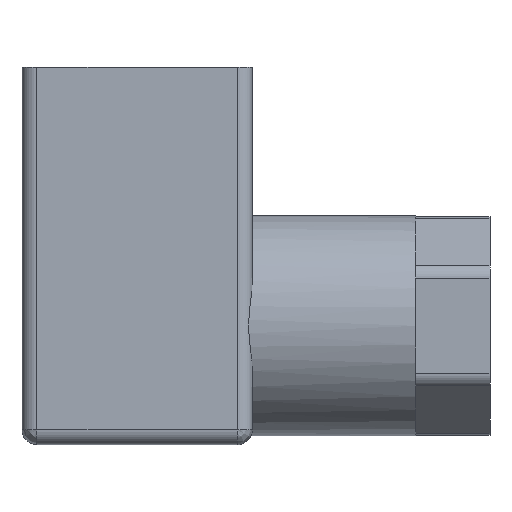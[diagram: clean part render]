
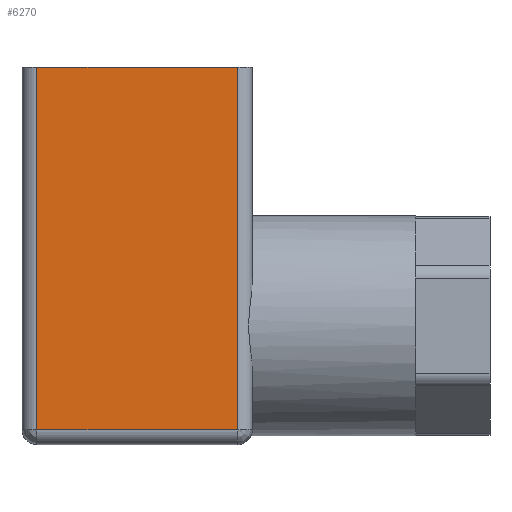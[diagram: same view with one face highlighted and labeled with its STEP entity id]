
A CAD part, left-side view. The second image highlights one B-rep face of the part: STEP entity #6270.
In plain terms, the highlighted planar face has unit normal (-1, 0, 0).
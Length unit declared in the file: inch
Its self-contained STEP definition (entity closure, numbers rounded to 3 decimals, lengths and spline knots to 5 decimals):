
#181 = CARTESIAN_POINT ( 'NONE',  ( -0.30512, 0.30512, -0.96063 ) ) ;
#615 = CARTESIAN_POINT ( 'NONE',  ( -0.30512, -0.26575, -0.96063 ) ) ;
#831 = CARTESIAN_POINT ( 'NONE',  ( -0.30512, 0.26575, -0.96063 ) ) ;
#1121 = EDGE_CURVE ( 'NONE', #7031, #7520, #3132, .T. ) ;
#1133 = ORIENTED_EDGE ( 'NONE', *, *, #3531, .T. ) ;
#1140 = EDGE_CURVE ( 'NONE', #7031, #4890, #3950, .T. ) ;
#1653 = VERTEX_POINT ( 'NONE', #615 ) ;
#1846 = DIRECTION ( 'NONE',  ( 0., -1., 0. ) ) ;
#1988 = DIRECTION ( 'NONE',  ( 0., -1., 0. ) ) ;
#2061 = ORIENTED_EDGE ( 'NONE', *, *, #1121, .T. ) ;
#2074 = EDGE_LOOP ( 'NONE', ( #1133, #6587, #7211, #2061 ) ) ;
#2149 = AXIS2_PLACEMENT_3D ( 'NONE', #7098, #2432, #1846 ) ;
#2247 = DIRECTION ( 'NONE',  ( 0., 0., 1. ) ) ;
#2432 = DIRECTION ( 'NONE',  ( -1., 0., 0. ) ) ;
#2686 = DIRECTION ( 'NONE',  ( 0., -1., 0. ) ) ;
#3132 = LINE ( 'NONE', #6624, #7338 ) ;
#3171 = VECTOR ( 'NONE', #1988, 39.37008 ) ;
#3531 = EDGE_CURVE ( 'NONE', #7520, #1653, #7279, .T. ) ;
#3659 = EDGE_CURVE ( 'NONE', #1653, #4890, #6233, .T. ) ;
#3680 = VECTOR ( 'NONE', #2247, 39.37008 ) ;
#3950 = LINE ( 'NONE', #6238, #5980 ) ;
#4809 = PLANE ( 'NONE',  #2149 ) ;
#4886 = FACE_OUTER_BOUND ( 'NONE', #2074, .T. ) ;
#4890 = VERTEX_POINT ( 'NONE', #6956 ) ;
#5699 = CARTESIAN_POINT ( 'NONE',  ( -0.30512, 0.26575, 0. ) ) ;
#5730 = CARTESIAN_POINT ( 'NONE',  ( -0.30512, -0.26575, -1. ) ) ;
#5980 = VECTOR ( 'NONE', #2686, 39.37008 ) ;
#6233 = LINE ( 'NONE', #5730, #3680 ) ;
#6238 = CARTESIAN_POINT ( 'NONE',  ( -0.30512, -0.30512, 0. ) ) ;
#6270 = ADVANCED_FACE ( 'NONE', ( #4886 ), #4809, .T. ) ;
#6587 = ORIENTED_EDGE ( 'NONE', *, *, #3659, .T. ) ;
#6624 = CARTESIAN_POINT ( 'NONE',  ( -0.30512, 0.26575, -1. ) ) ;
#6956 = CARTESIAN_POINT ( 'NONE',  ( -0.30512, -0.26575, 0. ) ) ;
#7031 = VERTEX_POINT ( 'NONE', #5699 ) ;
#7098 = CARTESIAN_POINT ( 'NONE',  ( -0.30512, 0.30512, -1. ) ) ;
#7211 = ORIENTED_EDGE ( 'NONE', *, *, #1140, .F. ) ;
#7279 = LINE ( 'NONE', #181, #3171 ) ;
#7283 = DIRECTION ( 'NONE',  ( 0., 0., -1. ) ) ;
#7338 = VECTOR ( 'NONE', #7283, 39.37008 ) ;
#7520 = VERTEX_POINT ( 'NONE', #831 ) ;
